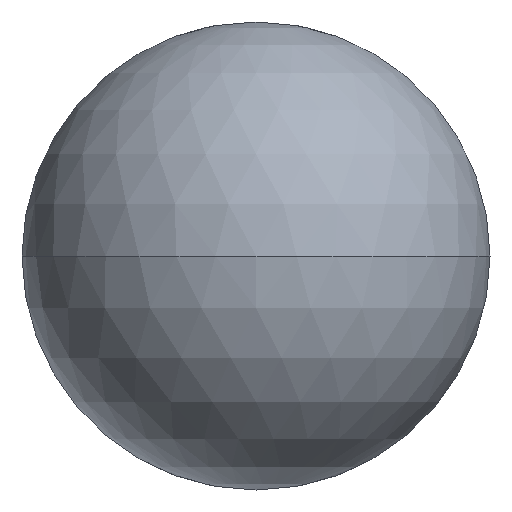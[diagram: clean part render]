
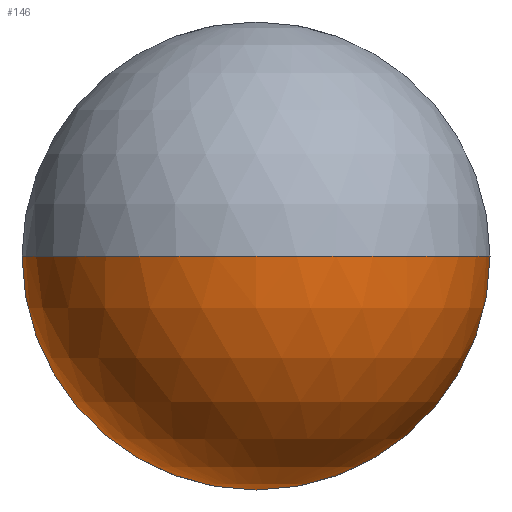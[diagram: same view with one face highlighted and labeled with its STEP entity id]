
A CAD part, front view. The second image highlights one B-rep face of the part: STEP entity #146.
In plain terms, the highlighted spherical face has radius 8 mm.
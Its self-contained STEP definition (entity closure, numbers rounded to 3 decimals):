
#1 = CARTESIAN_POINT ( 'NONE',  ( 0., 8., 0. ) ) ;
#3 = EDGE_CURVE ( 'NONE', #147, #143, #34, .T. ) ;
#5 = ORIENTED_EDGE ( 'NONE', *, *, #97, .T. ) ;
#6 = CIRCLE ( 'NONE', #74, 8. ) ;
#7 = CARTESIAN_POINT ( 'NONE',  ( 8., 8., 0. ) ) ;
#8 = DIRECTION ( 'NONE',  ( 0., 0., -1. ) ) ;
#14 = AXIS2_PLACEMENT_3D ( 'NONE', #1, #209, #198 ) ;
#18 = EDGE_LOOP ( 'NONE', ( #94, #5, #178, #35 ) ) ;
#25 = CARTESIAN_POINT ( 'NONE',  ( 0., 8., -8. ) ) ;
#27 = DIRECTION ( 'NONE',  ( -1., 0., 0. ) ) ;
#34 = CIRCLE ( 'NONE', #14, 8. ) ;
#35 = ORIENTED_EDGE ( 'NONE', *, *, #157, .F. ) ;
#42 = CARTESIAN_POINT ( 'NONE',  ( 0., 8., 0. ) ) ;
#43 = CARTESIAN_POINT ( 'NONE',  ( 0., 0., 0. ) ) ;
#49 = EDGE_CURVE ( 'NONE', #93, #91, #144, .T. ) ;
#66 = SPHERICAL_SURFACE ( 'NONE', #133, 8. ) ;
#74 = AXIS2_PLACEMENT_3D ( 'NONE', #42, #117, #100 ) ;
#79 = DIRECTION ( 'NONE',  ( -1., 0., 0. ) ) ;
#82 = CARTESIAN_POINT ( 'NONE',  ( 0., 8., 0. ) ) ;
#86 = CIRCLE ( 'NONE', #183, 8. ) ;
#91 = VERTEX_POINT ( 'NONE', #43 ) ;
#93 = VERTEX_POINT ( 'NONE', #7 ) ;
#94 = ORIENTED_EDGE ( 'NONE', *, *, #3, .T. ) ;
#96 = CARTESIAN_POINT ( 'NONE',  ( 0., 8., 0. ) ) ;
#97 = EDGE_CURVE ( 'NONE', #143, #93, #6, .T. ) ;
#100 = DIRECTION ( 'NONE',  ( 0., 0., -1. ) ) ;
#106 = AXIS2_PLACEMENT_3D ( 'NONE', #130, #8, #79 ) ;
#117 = DIRECTION ( 'NONE',  ( 0., -1., 0. ) ) ;
#130 = CARTESIAN_POINT ( 'NONE',  ( 0., 8., 0. ) ) ;
#132 = DIRECTION ( 'NONE',  ( 1., 0., 0. ) ) ;
#133 = AXIS2_PLACEMENT_3D ( 'NONE', #82, #181, #27 ) ;
#143 = VERTEX_POINT ( 'NONE', #25 ) ;
#144 = CIRCLE ( 'NONE', #106, 8. ) ;
#146 = ADVANCED_FACE ( 'NONE', ( #165 ), #66, .T. ) ;
#147 = VERTEX_POINT ( 'NONE', #148 ) ;
#148 = CARTESIAN_POINT ( 'NONE',  ( -8., 8., 0. ) ) ;
#157 = EDGE_CURVE ( 'NONE', #147, #91, #86, .T. ) ;
#163 = DIRECTION ( 'NONE',  ( 0., 0., 1. ) ) ;
#165 = FACE_OUTER_BOUND ( 'NONE', #18, .T. ) ;
#178 = ORIENTED_EDGE ( 'NONE', *, *, #49, .T. ) ;
#181 = DIRECTION ( 'NONE',  ( 0., 0., -1. ) ) ;
#183 = AXIS2_PLACEMENT_3D ( 'NONE', #96, #163, #132 ) ;
#198 = DIRECTION ( 'NONE',  ( 0., 0., -1. ) ) ;
#209 = DIRECTION ( 'NONE',  ( 0., -1., 0. ) ) ;
